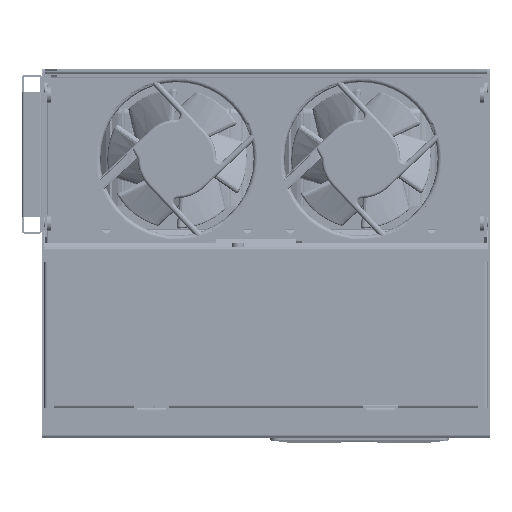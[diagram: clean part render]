
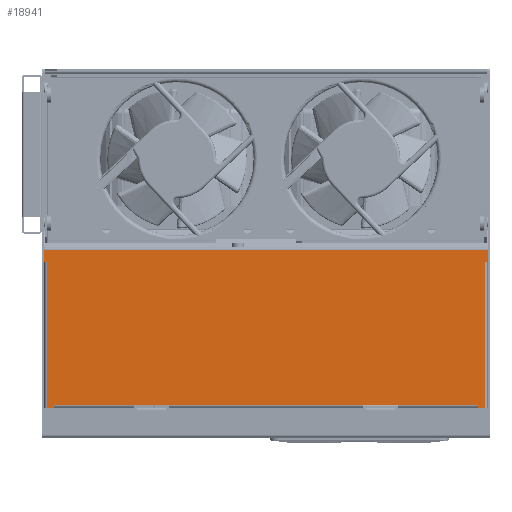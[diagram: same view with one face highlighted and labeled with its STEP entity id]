
A CAD part, left-side view. The second image highlights one B-rep face of the part: STEP entity #18941.
In plain terms, the highlighted face is planar.
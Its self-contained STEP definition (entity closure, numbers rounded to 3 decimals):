
#15623=DIRECTION('',(0.,0.,1.));
#15624=VECTOR('',#15623,0.301);
#15625=CARTESIAN_POINT('',(48.5,182.5,-88.301));
#15626=LINE('',#15625,#15624);
#15627=DIRECTION('',(1.,0.,0.));
#15628=VECTOR('',#15627,18.);
#15629=CARTESIAN_POINT('',(48.5,182.5,-88.));
#15630=LINE('',#15629,#15628);
#15631=DIRECTION('',(0.,0.,1.));
#15632=VECTOR('',#15631,0.301);
#15633=CARTESIAN_POINT('',(66.5,182.5,-88.301));
#15634=LINE('',#15633,#15632);
#15635=DIRECTION('',(0.,0.,-1.));
#15636=VECTOR('',#15635,1.2);
#15637=CARTESIAN_POINT('',(106.3,182.5,-88.301));
#15638=LINE('',#15637,#15636);
#15639=DIRECTION('',(-1.,0.,0.));
#15640=VECTOR('',#15639,3.6);
#15641=CARTESIAN_POINT('',(109.9,182.5,-89.501));
#15642=LINE('',#15641,#15640);
#15643=DIRECTION('',(1.,0.,0.));
#15644=VECTOR('',#15643,1.4);
#15645=CARTESIAN_POINT('',(109.9,182.5,-16.153));
#15646=LINE('',#15645,#15644);
#15647=DIRECTION('',(0.,0.,-1.));
#15648=VECTOR('',#15647,6.);
#15649=CARTESIAN_POINT('',(111.3,182.5,-10.153));
#15650=LINE('',#15649,#15648);
#15651=DIRECTION('',(0.,0.,1.));
#15652=VECTOR('',#15651,6.);
#15653=CARTESIAN_POINT('',(-111.3,182.5,-16.153));
#15654=LINE('',#15653,#15652);
#15655=DIRECTION('',(-1.,0.,0.));
#15656=VECTOR('',#15655,1.4);
#15657=CARTESIAN_POINT('',(-109.9,182.5,-16.153));
#15658=LINE('',#15657,#15656);
#15659=DIRECTION('',(-1.,0.,0.));
#15660=VECTOR('',#15659,3.6);
#15661=CARTESIAN_POINT('',(-106.3,182.5,-89.501));
#15662=LINE('',#15661,#15660);
#15663=DIRECTION('',(0.,0.,-1.));
#15664=VECTOR('',#15663,1.2);
#15665=CARTESIAN_POINT('',(-106.3,182.5,-88.301));
#15666=LINE('',#15665,#15664);
#15667=DIRECTION('',(0.,0.,1.));
#15668=VECTOR('',#15667,0.301);
#15669=CARTESIAN_POINT('',(-66.5,182.5,-88.301));
#15670=LINE('',#15669,#15668);
#15671=DIRECTION('',(1.,0.,0.));
#15672=VECTOR('',#15671,18.);
#15673=CARTESIAN_POINT('',(-66.5,182.5,-88.));
#15674=LINE('',#15673,#15672);
#15675=DIRECTION('',(0.,0.,1.));
#15676=VECTOR('',#15675,0.301);
#15677=CARTESIAN_POINT('',(-48.5,182.5,-88.301));
#15678=LINE('',#15677,#15676);
#15688=DIRECTION('',(1.,0.,0.));
#15689=VECTOR('',#15688,97.);
#15690=CARTESIAN_POINT('',(-48.5,182.5,-88.301));
#15691=LINE('',#15690,#15689);
#15707=DIRECTION('',(1.,0.,0.));
#15708=VECTOR('',#15707,39.8);
#15709=CARTESIAN_POINT('',(66.5,182.5,-88.301));
#15710=LINE('',#15709,#15708);
#15716=DIRECTION('',(1.,0.,0.));
#15717=VECTOR('',#15716,39.8);
#15718=CARTESIAN_POINT('',(-106.3,182.5,-88.301));
#15719=LINE('',#15718,#15717);
#16028=DIRECTION('',(0.,0.,-1.));
#16029=VECTOR('',#16028,73.348);
#16030=CARTESIAN_POINT('',(-109.9,182.5,-16.153));
#16031=LINE('',#16030,#16029);
#16108=DIRECTION('',(0.,0.,1.));
#16109=VECTOR('',#16108,73.348);
#16110=CARTESIAN_POINT('',(109.9,182.5,-89.501));
#16111=LINE('',#16110,#16109);
#16187=DIRECTION('',(1.,0.,0.));
#16188=VECTOR('',#16187,222.6);
#16189=CARTESIAN_POINT('',(-111.3,182.5,-10.153));
#16190=LINE('',#16189,#16188);
#18355=CARTESIAN_POINT('',(-111.3,182.5,-10.153));
#18356=CARTESIAN_POINT('',(111.3,182.5,-10.153));
#18357=VERTEX_POINT('',#18355);
#18358=VERTEX_POINT('',#18356);
#18372=CARTESIAN_POINT('',(106.3,182.5,-88.301));
#18374=VERTEX_POINT('',#18372);
#18376=CARTESIAN_POINT('',(-106.3,182.5,-88.301));
#18378=VERTEX_POINT('',#18376);
#18379=CARTESIAN_POINT('',(106.3,182.5,-89.501));
#18381=VERTEX_POINT('',#18379);
#18479=CARTESIAN_POINT('',(109.9,182.5,-16.153));
#18480=CARTESIAN_POINT('',(111.3,182.5,-16.153));
#18481=VERTEX_POINT('',#18479);
#18482=VERTEX_POINT('',#18480);
#18495=CARTESIAN_POINT('',(109.9,182.5,-89.501));
#18496=VERTEX_POINT('',#18495);
#18507=CARTESIAN_POINT('',(-109.9,182.5,-16.153));
#18508=CARTESIAN_POINT('',(-111.3,182.5,-16.153));
#18509=VERTEX_POINT('',#18507);
#18510=VERTEX_POINT('',#18508);
#18523=CARTESIAN_POINT('',(-109.9,182.5,-89.501));
#18524=VERTEX_POINT('',#18523);
#18787=CARTESIAN_POINT('',(48.5,182.5,-88.301));
#18788=CARTESIAN_POINT('',(48.5,182.5,-88.));
#18789=VERTEX_POINT('',#18787);
#18790=VERTEX_POINT('',#18788);
#18791=CARTESIAN_POINT('',(66.5,182.5,-88.));
#18792=VERTEX_POINT('',#18791);
#18793=CARTESIAN_POINT('',(66.5,182.5,-88.301));
#18794=VERTEX_POINT('',#18793);
#18795=CARTESIAN_POINT('',(-66.5,182.5,-88.301));
#18796=CARTESIAN_POINT('',(-66.5,182.5,-88.));
#18797=VERTEX_POINT('',#18795);
#18798=VERTEX_POINT('',#18796);
#18799=CARTESIAN_POINT('',(-48.5,182.5,-88.));
#18800=VERTEX_POINT('',#18799);
#18801=CARTESIAN_POINT('',(-48.5,182.5,-88.301));
#18802=VERTEX_POINT('',#18801);
#18875=CARTESIAN_POINT('',(-106.3,182.5,-89.501));
#18876=VERTEX_POINT('',#18875);
#18895=CARTESIAN_POINT('',(111.3,182.5,-8.753));
#18896=DIRECTION('',(0.,1.,0.));
#18897=DIRECTION('',(1.,0.,0.));
#18898=AXIS2_PLACEMENT_3D('',#18895,#18896,#18897);
#18899=PLANE('',#18898);
#18901=ORIENTED_EDGE('',*,*,#18900,.T.);
#18903=ORIENTED_EDGE('',*,*,#18902,.T.);
#18905=ORIENTED_EDGE('',*,*,#18904,.F.);
#18907=ORIENTED_EDGE('',*,*,#18906,.T.);
#18909=ORIENTED_EDGE('',*,*,#18908,.T.);
#18911=ORIENTED_EDGE('',*,*,#18910,.F.);
#18913=ORIENTED_EDGE('',*,*,#18912,.T.);
#18915=ORIENTED_EDGE('',*,*,#18914,.T.);
#18917=ORIENTED_EDGE('',*,*,#18916,.F.);
#18919=ORIENTED_EDGE('',*,*,#18918,.F.);
#18921=ORIENTED_EDGE('',*,*,#18920,.F.);
#18922=ORIENTED_EDGE('',*,*,#18884,.F.);
#18924=ORIENTED_EDGE('',*,*,#18923,.T.);
#18926=ORIENTED_EDGE('',*,*,#18925,.F.);
#18928=ORIENTED_EDGE('',*,*,#18927,.F.);
#18930=ORIENTED_EDGE('',*,*,#18929,.T.);
#18932=ORIENTED_EDGE('',*,*,#18931,.T.);
#18934=ORIENTED_EDGE('',*,*,#18933,.T.);
#18936=ORIENTED_EDGE('',*,*,#18935,.F.);
#18938=ORIENTED_EDGE('',*,*,#18937,.T.);
#18939=EDGE_LOOP('',(#18901,#18903,#18905,#18907,#18909,#18911,#18913,#18915,
#18917,#18919,#18921,#18922,#18924,#18926,#18928,#18930,#18932,#18934,#18936,
#18938));
#18940=FACE_OUTER_BOUND('',#18939,.F.);
#18884=EDGE_CURVE('',#18509,#18510,#15658,.T.);
#18900=EDGE_CURVE('',#18789,#18790,#15626,.T.);
#18902=EDGE_CURVE('',#18790,#18792,#15630,.T.);
#18904=EDGE_CURVE('',#18794,#18792,#15634,.T.);
#18906=EDGE_CURVE('',#18794,#18374,#15710,.T.);
#18908=EDGE_CURVE('',#18374,#18381,#15638,.T.);
#18910=EDGE_CURVE('',#18496,#18381,#15642,.T.);
#18912=EDGE_CURVE('',#18496,#18481,#16111,.T.);
#18914=EDGE_CURVE('',#18481,#18482,#15646,.T.);
#18916=EDGE_CURVE('',#18358,#18482,#15650,.T.);
#18918=EDGE_CURVE('',#18357,#18358,#16190,.T.);
#18920=EDGE_CURVE('',#18510,#18357,#15654,.T.);
#18923=EDGE_CURVE('',#18509,#18524,#16031,.T.);
#18925=EDGE_CURVE('',#18876,#18524,#15662,.T.);
#18927=EDGE_CURVE('',#18378,#18876,#15666,.T.);
#18929=EDGE_CURVE('',#18378,#18797,#15719,.T.);
#18931=EDGE_CURVE('',#18797,#18798,#15670,.T.);
#18933=EDGE_CURVE('',#18798,#18800,#15674,.T.);
#18935=EDGE_CURVE('',#18802,#18800,#15678,.T.);
#18937=EDGE_CURVE('',#18802,#18789,#15691,.T.);
#18941=ADVANCED_FACE('',(#18940),#18899,.T.);
